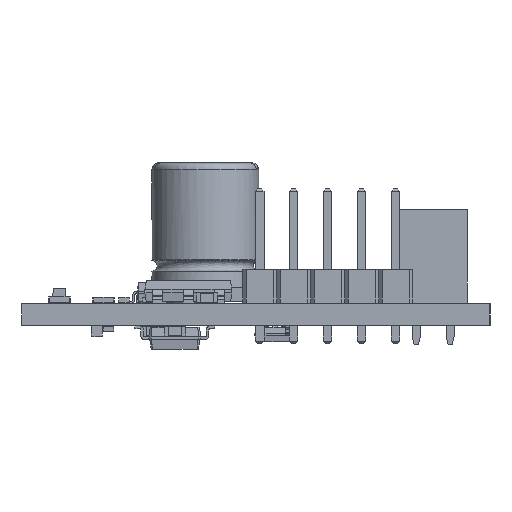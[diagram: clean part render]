
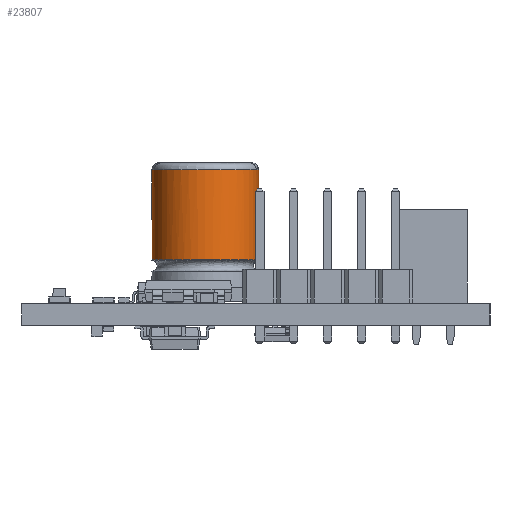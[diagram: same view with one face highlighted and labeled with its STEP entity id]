
A CAD part, left-side view. The second image highlights one B-rep face of the part: STEP entity #23807.
In plain terms, the highlighted cylindrical face has radius 4 mm (diameter 8 mm), a full revolution.
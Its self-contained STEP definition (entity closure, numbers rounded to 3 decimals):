
#23473 = VERTEX_POINT('',#23474);
#23474 = CARTESIAN_POINT('',(-4.,0.,3.238));
#23480 = EDGE_CURVE('',#23473,#23473,#23481,.T.);
#23481 = ( BOUNDED_CURVE() B_SPLINE_CURVE(13,(#23482,#23483,#23484,
    #23485,#23486,#23487,#23488,#23489,#23490,#23491,#23492,#23493,
#23494,#23495),.UNSPECIFIED.,.T.,.F.) B_SPLINE_CURVE_WITH_KNOTS((1,13,13
    ,1),(-25.133,0.,25.133,
50.265),.UNSPECIFIED.) CURVE() GEOMETRIC_REPRESENTATION_ITEM() 
RATIONAL_B_SPLINE_CURVE((1.,1.,1.,1.,
    1.,1.,1.,1.,
    1.,1.,1.,1.,1.,1.)) 
REPRESENTATION_ITEM('') );
#23482 = CARTESIAN_POINT('',(-4.,0.,3.238));
#23483 = CARTESIAN_POINT('',(-4.,1.905,
    3.238));
#23484 = CARTESIAN_POINT('',(-3.015,3.855,
    3.238));
#23485 = CARTESIAN_POINT('',(-0.989,5.248,
    3.238));
#23486 = CARTESIAN_POINT('',(1.8,5.462,
    3.238));
#23487 = CARTESIAN_POINT('',(4.209,3.977,
    3.238));
#23488 = CARTESIAN_POINT('',(5.976,1.808,3.238)
  );
#23489 = CARTESIAN_POINT('',(5.976,-1.808,
    3.238));
#23490 = CARTESIAN_POINT('',(4.209,-3.977,
    3.238));
#23491 = CARTESIAN_POINT('',(1.8,-5.462,
    3.238));
#23492 = CARTESIAN_POINT('',(-0.989,-5.248,
    3.238));
#23493 = CARTESIAN_POINT('',(-3.015,-3.855,
    3.238));
#23494 = CARTESIAN_POINT('',(-4.,-1.905,3.238));
#23495 = CARTESIAN_POINT('',(-4.,0.,3.238));
#23807 = ADVANCED_FACE('',(#23808),#23854,.T.);
#23808 = FACE_BOUND('',#23809,.T.);
#23809 = EDGE_LOOP('',(#23810,#23811,#23819,#23828,#23837,#23846,#23853)
  );
#23810 = ORIENTED_EDGE('',*,*,#23480,.F.);
#23811 = ORIENTED_EDGE('',*,*,#23812,.T.);
#23812 = EDGE_CURVE('',#23473,#23813,#23815,.T.);
#23813 = VERTEX_POINT('',#23814);
#23814 = CARTESIAN_POINT('',(-4.,0.,9.967));
#23815 = LINE('',#23816,#23817);
#23816 = CARTESIAN_POINT('',(-4.,0.,3.2));
#23817 = VECTOR('',#23818,1.);
#23818 = DIRECTION('',(0.,0.,1.));
#23819 = ORIENTED_EDGE('',*,*,#23820,.T.);
#23820 = EDGE_CURVE('',#23813,#23821,#23823,.T.);
#23821 = VERTEX_POINT('',#23822);
#23822 = CARTESIAN_POINT('',(1.2,3.816,9.967));
#23823 = CIRCLE('',#23824,4.);
#23824 = AXIS2_PLACEMENT_3D('',#23825,#23826,#23827);
#23825 = CARTESIAN_POINT('',(0.,0.,9.967));
#23826 = DIRECTION('',(0.,0.,-1.));
#23827 = DIRECTION('',(-1.,0.,0.));
#23828 = ORIENTED_EDGE('',*,*,#23829,.T.);
#23829 = EDGE_CURVE('',#23821,#23830,#23832,.T.);
#23830 = VERTEX_POINT('',#23831);
#23831 = CARTESIAN_POINT('',(4.,0.,9.967));
#23832 = CIRCLE('',#23833,4.);
#23833 = AXIS2_PLACEMENT_3D('',#23834,#23835,#23836);
#23834 = CARTESIAN_POINT('',(0.,0.,9.967));
#23835 = DIRECTION('',(0.,0.,-1.));
#23836 = DIRECTION('',(-1.,0.,0.));
#23837 = ORIENTED_EDGE('',*,*,#23838,.T.);
#23838 = EDGE_CURVE('',#23830,#23839,#23841,.T.);
#23839 = VERTEX_POINT('',#23840);
#23840 = CARTESIAN_POINT('',(1.2,-3.816,9.967));
#23841 = CIRCLE('',#23842,4.);
#23842 = AXIS2_PLACEMENT_3D('',#23843,#23844,#23845);
#23843 = CARTESIAN_POINT('',(0.,0.,9.967));
#23844 = DIRECTION('',(0.,0.,-1.));
#23845 = DIRECTION('',(-1.,0.,0.));
#23846 = ORIENTED_EDGE('',*,*,#23847,.T.);
#23847 = EDGE_CURVE('',#23839,#23813,#23848,.T.);
#23848 = CIRCLE('',#23849,4.);
#23849 = AXIS2_PLACEMENT_3D('',#23850,#23851,#23852);
#23850 = CARTESIAN_POINT('',(0.,0.,9.967));
#23851 = DIRECTION('',(0.,0.,-1.));
#23852 = DIRECTION('',(-1.,0.,0.));
#23853 = ORIENTED_EDGE('',*,*,#23812,.F.);
#23854 = CYLINDRICAL_SURFACE('',#23855,4.);
#23855 = AXIS2_PLACEMENT_3D('',#23856,#23857,#23858);
#23856 = CARTESIAN_POINT('',(0.,0.,3.2));
#23857 = DIRECTION('',(0.,0.,1.));
#23858 = DIRECTION('',(-1.,0.,0.));
